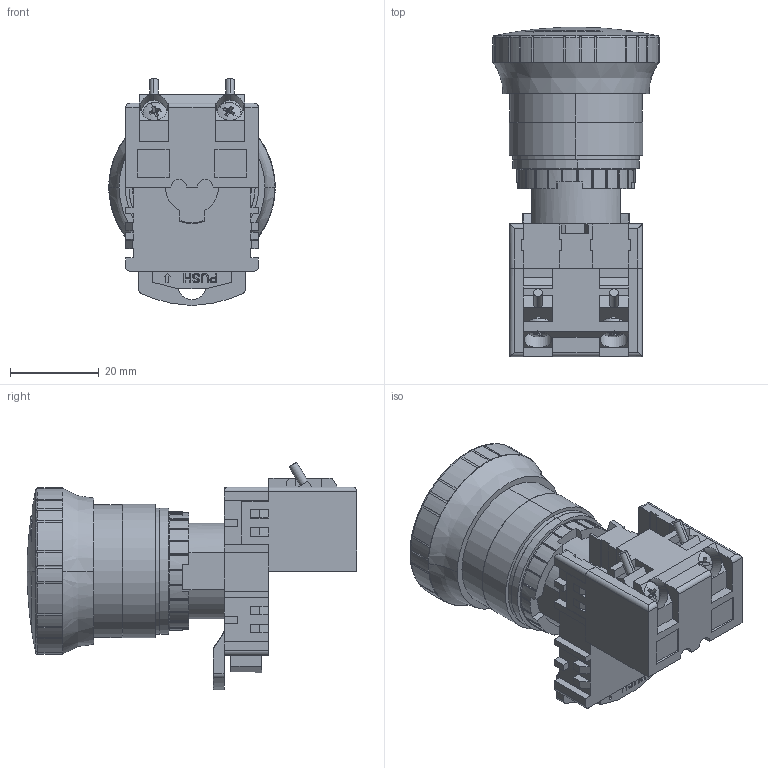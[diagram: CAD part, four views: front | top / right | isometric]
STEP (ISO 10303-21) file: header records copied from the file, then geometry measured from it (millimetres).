
FILE_DESCRIPTION (( 'STEP AP214' ), '1' );
FILE_NAME ('扱闀罻 TN2.STEP', '2024-05-21T13:02:06', ( '' ), ( '' ), 'SwSTEP 2.0', 'SolidWorks 2021', '' );
FILE_SCHEMA (( 'AUTOMOTIVE_DESIGN' ));
Length unit declared in the file: millimetre
Products named in the file (1): 扱闀罻 TN2
Bounding box: 37.59 x 74.5 x 51.42 mm (x, y, z)
Volume: 42287.5 mm3; surface area: 20533.7 mm2
Topology: 7 solids, 7 shells, 824 faces, 2285 edges, 1479 vertices
Faces by surface type: plane 471, cylinder 269, bspline 34, cone 25, torus 19, sphere 6
Entity records: 37947 total; most frequent: CARTESIAN_POINT 7998, ORIENTED_EDGE 4554, DIRECTION 4117, EDGE_CURVE 2277, VERTEX_POINT 1479, AXIS2_PLACEMENT_3D 1376, VECTOR 1365, LINE 1365
